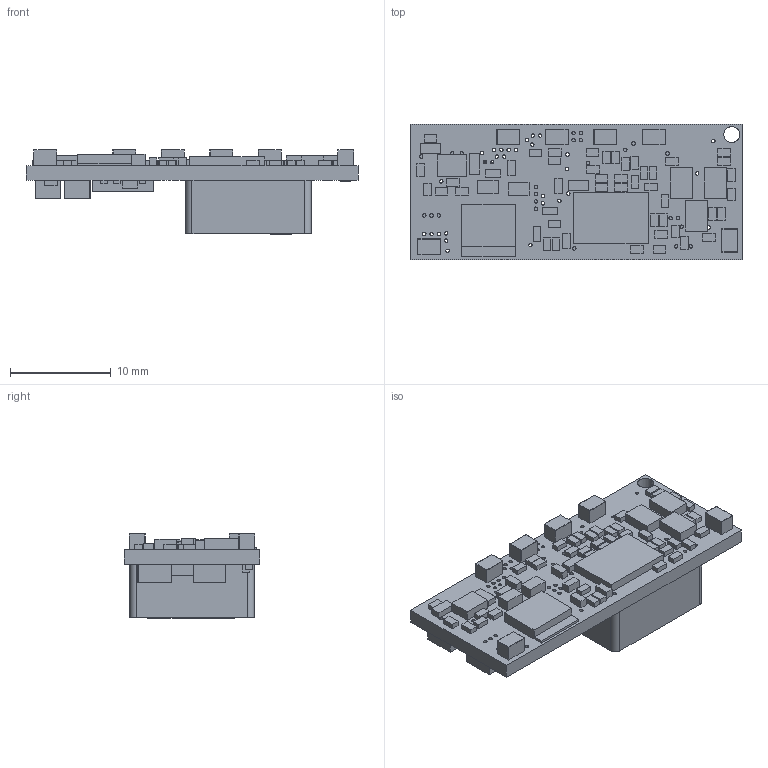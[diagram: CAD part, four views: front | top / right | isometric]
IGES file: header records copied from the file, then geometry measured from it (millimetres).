
Start section: SolidWorks IGES file using analytic representation for surfaces
Global section: file name: mps_dcdc_oky_t10_t16_d12_a.igs; native system: SolidWorks 2013; preprocessor: SolidWorks 2013; author: dbrennan; date: 140725.103437; units: inch
Bounding box: 33.02 x 13.46 x 8.41 mm (x, y, z)
Surface area: 2178 mm2 (no closed solid volume)
Topology: 0 solids, 0 shells, 656 faces, 5297 edges, 5297 vertices
Faces by surface type: bspline 497, revolution 159
